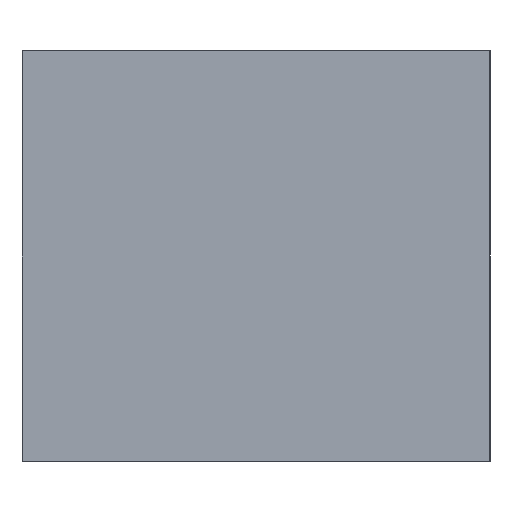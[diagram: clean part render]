
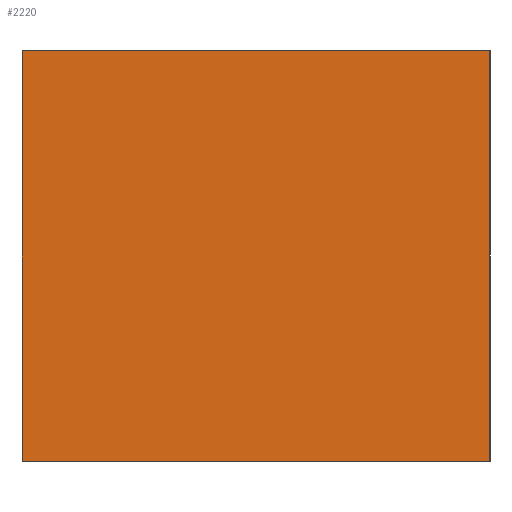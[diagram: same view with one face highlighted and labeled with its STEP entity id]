
A CAD part, left-side view. The second image highlights one B-rep face of the part: STEP entity #2220.
In plain terms, the highlighted planar face has unit normal (-1, 0, 0).
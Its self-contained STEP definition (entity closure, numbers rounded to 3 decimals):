
#123 = CARTESIAN_POINT ( 'NONE',  ( -190., 27.5, -24.15 ) ) ;
#135 = DIRECTION ( 'NONE',  ( 0., 0., 1. ) ) ;
#216 = EDGE_CURVE ( 'NONE', #2289, #1176, #1803, .T. ) ;
#258 = VECTOR ( 'NONE', #2036, 1000. ) ;
#377 = ORIENTED_EDGE ( 'NONE', *, *, #533, .F. ) ;
#426 = CARTESIAN_POINT ( 'NONE',  ( -190., 27.5, -24.15 ) ) ;
#533 = EDGE_CURVE ( 'NONE', #568, #776, #2377, .T. ) ;
#544 = EDGE_CURVE ( 'NONE', #1176, #776, #1583, .T. ) ;
#546 = CARTESIAN_POINT ( 'NONE',  ( -190., 27.5, 24.15 ) ) ;
#567 = AXIS2_PLACEMENT_3D ( 'NONE', #729, #1309, #135 ) ;
#568 = VERTEX_POINT ( 'NONE', #2526 ) ;
#584 = CARTESIAN_POINT ( 'NONE',  ( -190., -27.5, -24.15 ) ) ;
#729 = CARTESIAN_POINT ( 'NONE',  ( -190., 27.5, -24.15 ) ) ;
#776 = VERTEX_POINT ( 'NONE', #1812 ) ;
#1100 = PLANE ( 'NONE',  #567 ) ;
#1155 = ORIENTED_EDGE ( 'NONE', *, *, #1509, .F. ) ;
#1176 = VERTEX_POINT ( 'NONE', #1286 ) ;
#1238 = ORIENTED_EDGE ( 'NONE', *, *, #216, .T. ) ;
#1286 = CARTESIAN_POINT ( 'NONE',  ( -190., -27.5, -24.15 ) ) ;
#1309 = DIRECTION ( 'NONE',  ( -1., 0., 0. ) ) ;
#1358 = DIRECTION ( 'NONE',  ( 0., 0., 1. ) ) ;
#1392 = VECTOR ( 'NONE', #1358, 1000. ) ;
#1509 = EDGE_CURVE ( 'NONE', #2289, #568, #1646, .T. ) ;
#1583 = LINE ( 'NONE', #584, #1392 ) ;
#1613 = DIRECTION ( 'NONE',  ( 0., -1., 0. ) ) ;
#1646 = LINE ( 'NONE', #2093, #258 ) ;
#1803 = LINE ( 'NONE', #426, #2375 ) ;
#1812 = CARTESIAN_POINT ( 'NONE',  ( -190., -27.5, 24.15 ) ) ;
#2016 = EDGE_LOOP ( 'NONE', ( #2136, #377, #1155, #1238 ) ) ;
#2036 = DIRECTION ( 'NONE',  ( 0., 0., 1. ) ) ;
#2093 = CARTESIAN_POINT ( 'NONE',  ( -190., 27.5, -24.15 ) ) ;
#2101 = FACE_OUTER_BOUND ( 'NONE', #2016, .T. ) ;
#2136 = ORIENTED_EDGE ( 'NONE', *, *, #544, .T. ) ;
#2179 = DIRECTION ( 'NONE',  ( 0., -1., 0. ) ) ;
#2220 = ADVANCED_FACE ( 'NONE', ( #2101 ), #1100, .T. ) ;
#2289 = VERTEX_POINT ( 'NONE', #123 ) ;
#2375 = VECTOR ( 'NONE', #1613, 1000. ) ;
#2377 = LINE ( 'NONE', #546, #2479 ) ;
#2479 = VECTOR ( 'NONE', #2179, 1000. ) ;
#2526 = CARTESIAN_POINT ( 'NONE',  ( -190., 27.5, 24.15 ) ) ;
